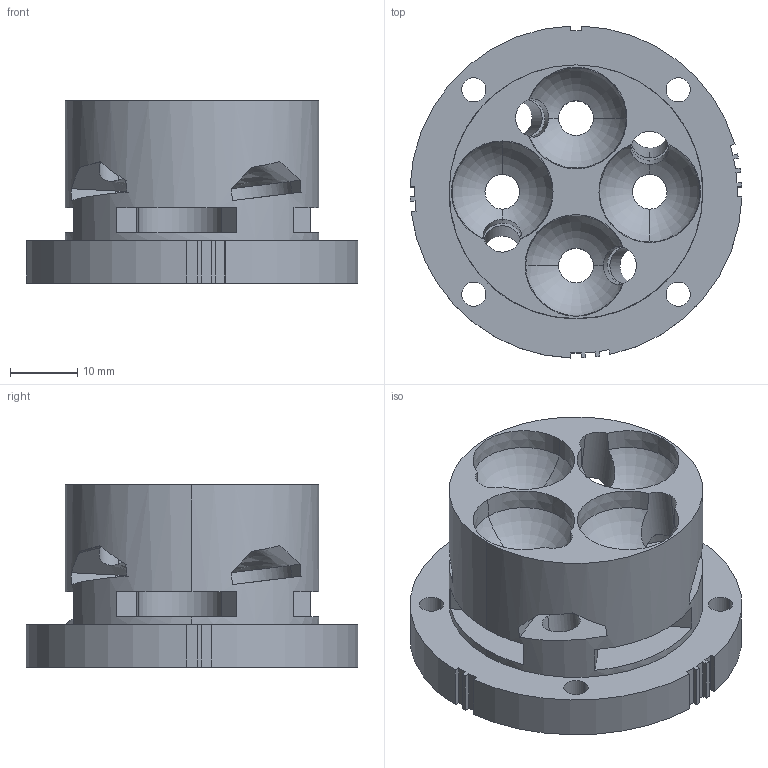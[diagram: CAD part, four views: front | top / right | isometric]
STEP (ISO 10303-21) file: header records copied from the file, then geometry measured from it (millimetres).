
FILE_DESCRIPTION (( 'STEP AP203' ), '1' );
FILE_NAME ('PIXIE_OpticalStack.STEP', '2024-04-15T20:01:05', ( '' ), ( '' ), 'SwSTEP 2.0', 'SolidWorks 2022', '' );
FILE_SCHEMA (( 'CONFIG_CONTROL_DESIGN' ));
Length unit declared in the file: inch
Products named in the file (1): PIXIE_OpticalStack
Bounding box: 49.51 x 49.51 x 27.18 mm (x, y, z)
Volume: 21790.8 mm3; surface area: 12985.2 mm2
Topology: 1 solids, 1 shells, 179 faces, 511 edges, 332 vertices
Faces by surface type: cylinder 75, plane 73, torus 17, cone 8, bspline 6
Entity records: 6621 total; most frequent: CARTESIAN_POINT 1889, ORIENTED_EDGE 1022, DIRECTION 935, EDGE_CURVE 511, AXIS2_PLACEMENT_3D 348, VERTEX_POINT 332, VECTOR 239, LINE 239
